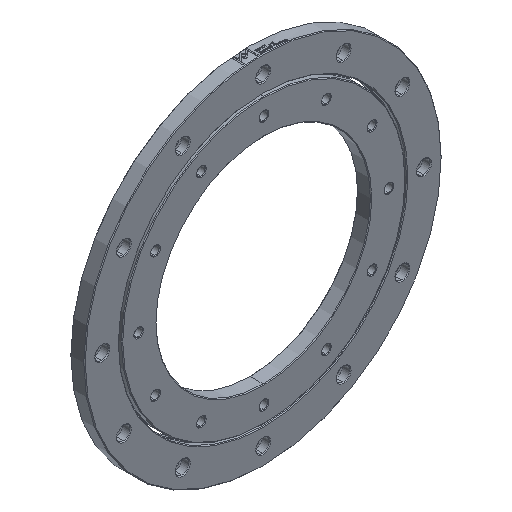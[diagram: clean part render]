
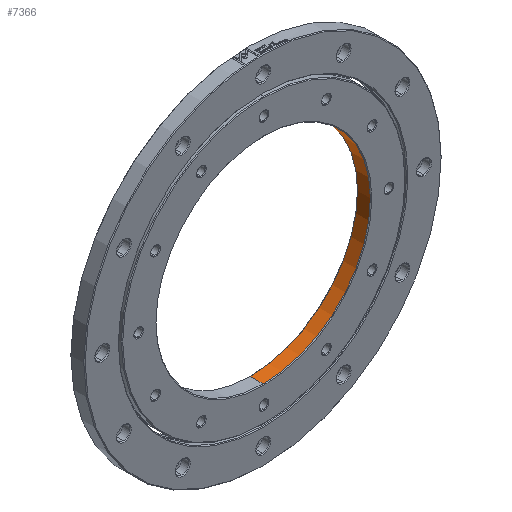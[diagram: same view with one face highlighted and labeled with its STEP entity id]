
A CAD part, isometric view. The second image highlights one B-rep face of the part: STEP entity #7366.
In plain terms, the highlighted cylindrical face has radius 75 mm (diameter 150 mm), a partial arc.
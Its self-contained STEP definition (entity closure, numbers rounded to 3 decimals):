
#5314=CYLINDRICAL_SURFACE('',#18188,75.);
#5692=LINE('',#22626,#6553);
#5693=LINE('',#22627,#6554);
#6553=VECTOR('',#19539,1.);
#6554=VECTOR('',#19540,1.);
#7366=ADVANCED_FACE('',(#8209),#5314,.F.);
#8209=FACE_OUTER_BOUND('',#9025,.T.);
#9025=EDGE_LOOP('',(#10213,#10214,#10215,#10216));
#10213=ORIENTED_EDGE('',*,*,#15612,.T.);
#10214=ORIENTED_EDGE('',*,*,#15642,.T.);
#10215=ORIENTED_EDGE('',*,*,#15613,.F.);
#10216=ORIENTED_EDGE('',*,*,#15643,.T.);
#14211=VERTEX_POINT('',#22559);
#14212=VERTEX_POINT('',#22560);
#14215=VERTEX_POINT('',#22568);
#14216=VERTEX_POINT('',#22569);
#15612=EDGE_CURVE('',#14215,#14212,#5692,.T.);
#15613=EDGE_CURVE('',#14216,#14211,#5693,.T.);
#15642=EDGE_CURVE('',#14212,#14211,#17603,.T.);
#15643=EDGE_CURVE('',#14216,#14215,#17604,.T.);
#17603=CIRCLE('',#18186,75.);
#17604=CIRCLE('',#18187,75.);
#18186=AXIS2_PLACEMENT_3D('',#22659,#19603,#19604);
#18187=AXIS2_PLACEMENT_3D('',#22660,#19605,#19606);
#18188=AXIS2_PLACEMENT_3D('',#22661,#19607,#19608);
#19539=DIRECTION('',(0.,1.,0.));
#19540=DIRECTION('',(0.,1.,0.));
#19603=DIRECTION('',(0.,1.,0.));
#19604=DIRECTION('',(0.,0.,-1.));
#19605=DIRECTION('',(0.,-1.,0.));
#19606=DIRECTION('',(0.,0.,1.));
#19607=DIRECTION('',(0.,-1.,0.));
#19608=DIRECTION('',(0.,0.,-1.));
#22559=CARTESIAN_POINT('',(0.,9.5,-75.));
#22560=CARTESIAN_POINT('',(0.,9.5,75.));
#22568=CARTESIAN_POINT('',(0.,0.5,75.));
#22569=CARTESIAN_POINT('',(0.,0.5,-75.));
#22626=CARTESIAN_POINT('',(0.,0.,75.));
#22627=CARTESIAN_POINT('',(0.,0.,-75.));
#22659=CARTESIAN_POINT('',(0.,9.5,0.));
#22660=CARTESIAN_POINT('',(0.,0.5,0.));
#22661=CARTESIAN_POINT('',(0.,0.,0.));
